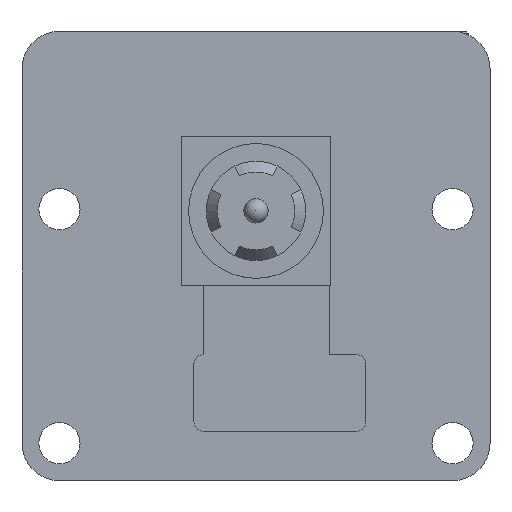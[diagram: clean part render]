
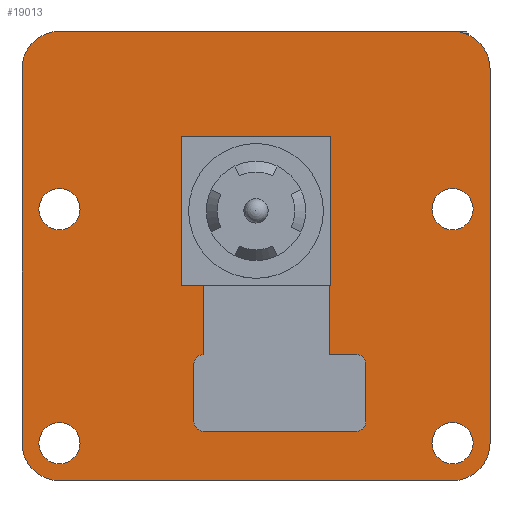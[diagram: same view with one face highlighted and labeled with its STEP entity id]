
A CAD part, top view. The second image highlights one B-rep face of the part: STEP entity #19013.
In plain terms, the highlighted planar face has unit normal (0, 0, 1).
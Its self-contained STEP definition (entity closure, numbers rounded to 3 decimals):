
#944=FACE_BOUND('',#2788,.T.);
#945=FACE_BOUND('',#2789,.T.);
#946=FACE_BOUND('',#2790,.T.);
#947=FACE_BOUND('',#2791,.T.);
#959=PLANE('',#20078);
#1827=FACE_OUTER_BOUND('',#2787,.T.);
#2787=EDGE_LOOP('',(#13545,#13546,#13547,#13548,#13549,#13550,#13551,#13552));
#2788=EDGE_LOOP('',(#13553));
#2789=EDGE_LOOP('',(#13554));
#2790=EDGE_LOOP('',(#13555));
#2791=EDGE_LOOP('',(#13556));
#3748=LINE('',#26097,#6269);
#3754=LINE('',#26118,#6275);
#3758=LINE('',#26129,#6279);
#3759=LINE('',#26131,#6280);
#6269=VECTOR('',#21254,10.);
#6275=VECTOR('',#21274,10.);
#6279=VECTOR('',#21288,10.);
#6280=VECTOR('',#21291,10.);
#8783=CIRCLE('',#20051,1.1);
#8785=CIRCLE('',#20054,1.1);
#8787=CIRCLE('',#20057,1.1);
#8789=CIRCLE('',#20060,1.1);
#8790=CIRCLE('',#20062,2.);
#8795=CIRCLE('',#20070,2.);
#8796=CIRCLE('',#20073,2.);
#8797=CIRCLE('',#20075,2.);
#8974=VERTEX_POINT('',#26062);
#8976=VERTEX_POINT('',#26068);
#8978=VERTEX_POINT('',#26074);
#8980=VERTEX_POINT('',#26080);
#8981=VERTEX_POINT('',#26084);
#8982=VERTEX_POINT('',#26085);
#8986=VERTEX_POINT('',#26095);
#8992=VERTEX_POINT('',#26111);
#8993=VERTEX_POINT('',#26112);
#8994=VERTEX_POINT('',#26117);
#8995=VERTEX_POINT('',#26121);
#8996=VERTEX_POINT('',#26125);
#10775=EDGE_CURVE('',#8974,#8974,#8783,.T.);
#10778=EDGE_CURVE('',#8976,#8976,#8785,.T.);
#10781=EDGE_CURVE('',#8978,#8978,#8787,.T.);
#10784=EDGE_CURVE('',#8980,#8980,#8789,.T.);
#10785=EDGE_CURVE('',#8981,#8982,#8790,.T.);
#10791=EDGE_CURVE('',#8981,#8986,#3748,.T.);
#10798=EDGE_CURVE('',#8992,#8993,#8795,.T.);
#10801=EDGE_CURVE('',#8994,#8993,#3754,.T.);
#10803=EDGE_CURVE('',#8994,#8995,#8796,.T.);
#10805=EDGE_CURVE('',#8996,#8986,#8797,.T.);
#10807=EDGE_CURVE('',#8996,#8995,#3758,.T.);
#10808=EDGE_CURVE('',#8992,#8982,#3759,.T.);
#13545=ORIENTED_EDGE('',*,*,#10785,.F.);
#13546=ORIENTED_EDGE('',*,*,#10791,.T.);
#13547=ORIENTED_EDGE('',*,*,#10805,.F.);
#13548=ORIENTED_EDGE('',*,*,#10807,.T.);
#13549=ORIENTED_EDGE('',*,*,#10803,.F.);
#13550=ORIENTED_EDGE('',*,*,#10801,.T.);
#13551=ORIENTED_EDGE('',*,*,#10798,.F.);
#13552=ORIENTED_EDGE('',*,*,#10808,.T.);
#13553=ORIENTED_EDGE('',*,*,#10775,.T.);
#13554=ORIENTED_EDGE('',*,*,#10778,.T.);
#13555=ORIENTED_EDGE('',*,*,#10781,.T.);
#13556=ORIENTED_EDGE('',*,*,#10784,.T.);
#19013=ADVANCED_FACE('',(#1827,#944,#945,#946,#947),#959,.T.);
#20051=AXIS2_PLACEMENT_3D('',#26064,#21219,#21220);
#20054=AXIS2_PLACEMENT_3D('',#26070,#21226,#21227);
#20057=AXIS2_PLACEMENT_3D('',#26076,#21233,#21234);
#20060=AXIS2_PLACEMENT_3D('',#26082,#21240,#21241);
#20062=AXIS2_PLACEMENT_3D('',#26086,#21244,#21245);
#20070=AXIS2_PLACEMENT_3D('',#26113,#21268,#21269);
#20073=AXIS2_PLACEMENT_3D('',#26122,#21278,#21279);
#20075=AXIS2_PLACEMENT_3D('',#26126,#21283,#21284);
#20078=AXIS2_PLACEMENT_3D('',#26132,#21292,#21293);
#21219=DIRECTION('center_axis',(0.,0.,-1.));
#21220=DIRECTION('ref_axis',(-1.,0.,0.));
#21226=DIRECTION('center_axis',(0.,0.,-1.));
#21227=DIRECTION('ref_axis',(-1.,0.,0.));
#21233=DIRECTION('center_axis',(0.,0.,-1.));
#21234=DIRECTION('ref_axis',(-1.,0.,0.));
#21240=DIRECTION('center_axis',(0.,0.,-1.));
#21241=DIRECTION('ref_axis',(-1.,0.,0.));
#21244=DIRECTION('center_axis',(0.,0.,-1.));
#21245=DIRECTION('ref_axis',(-0.707,0.707,0.));
#21254=DIRECTION('',(0.,-1.,0.));
#21268=DIRECTION('center_axis',(0.,0.,-1.));
#21269=DIRECTION('ref_axis',(0.707,0.707,0.));
#21274=DIRECTION('',(0.,1.,0.));
#21278=DIRECTION('center_axis',(0.,0.,-1.));
#21279=DIRECTION('ref_axis',(0.707,-0.707,0.));
#21283=DIRECTION('center_axis',(0.,0.,-1.));
#21284=DIRECTION('ref_axis',(-0.707,-0.707,0.));
#21288=DIRECTION('',(1.,0.,0.));
#21291=DIRECTION('',(-1.,0.,0.));
#21292=DIRECTION('center_axis',(0.,0.,1.));
#21293=DIRECTION('ref_axis',(1.,0.,0.));
#26062=CARTESIAN_POINT('',(11.6,2.5,1.));
#26064=CARTESIAN_POINT('Origin',(10.5,2.5,1.));
#26068=CARTESIAN_POINT('',(-9.4,2.5,1.));
#26070=CARTESIAN_POINT('Origin',(-10.5,2.5,1.));
#26074=CARTESIAN_POINT('',(-9.4,-10.,1.));
#26076=CARTESIAN_POINT('Origin',(-10.5,-10.,1.));
#26080=CARTESIAN_POINT('',(11.6,-10.,1.));
#26082=CARTESIAN_POINT('Origin',(10.5,-10.,1.));
#26084=CARTESIAN_POINT('',(-12.5,10.,1.));
#26085=CARTESIAN_POINT('',(-10.5,12.,1.));
#26086=CARTESIAN_POINT('Origin',(-10.5,10.,1.));
#26095=CARTESIAN_POINT('',(-12.5,-10.,1.));
#26097=CARTESIAN_POINT('',(-12.5,-12.,1.));
#26111=CARTESIAN_POINT('',(10.5,12.,1.));
#26112=CARTESIAN_POINT('',(12.5,10.,1.));
#26113=CARTESIAN_POINT('Origin',(10.5,10.,1.));
#26117=CARTESIAN_POINT('',(12.5,-10.,1.));
#26118=CARTESIAN_POINT('',(12.5,12.,1.));
#26121=CARTESIAN_POINT('',(10.5,-12.,1.));
#26122=CARTESIAN_POINT('Origin',(10.5,-10.,1.));
#26125=CARTESIAN_POINT('',(-10.5,-12.,1.));
#26126=CARTESIAN_POINT('Origin',(-10.5,-10.,1.));
#26129=CARTESIAN_POINT('',(12.5,-12.,1.));
#26131=CARTESIAN_POINT('',(-12.5,12.,1.));
#26132=CARTESIAN_POINT('Origin',(0.,0.,
1.));
